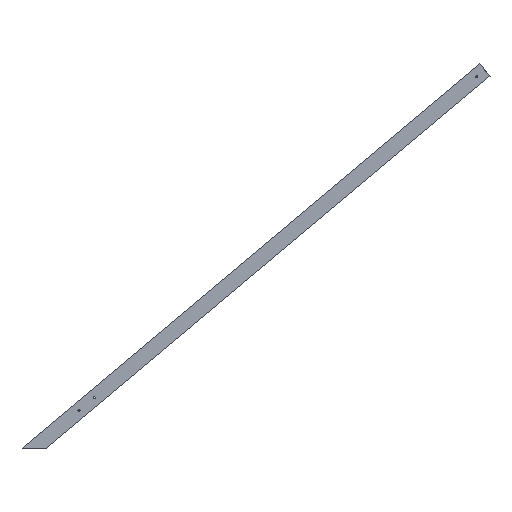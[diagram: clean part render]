
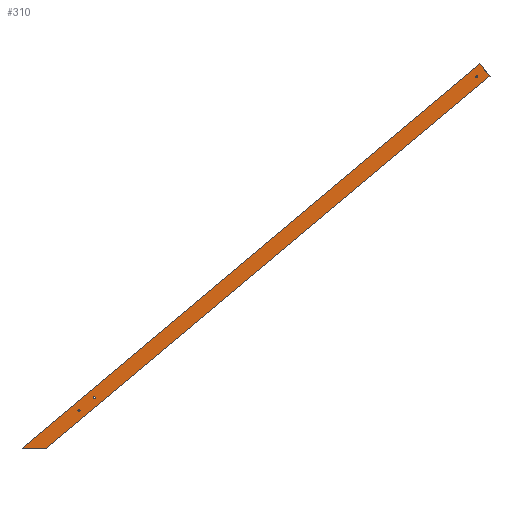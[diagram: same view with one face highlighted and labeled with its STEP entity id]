
A CAD part, front view. The second image highlights one B-rep face of the part: STEP entity #310.
In plain terms, the highlighted planar face has unit normal (0, -1, 0).
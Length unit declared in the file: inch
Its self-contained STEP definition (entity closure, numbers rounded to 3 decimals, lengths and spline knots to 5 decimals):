
#15=LINE('',#479,#39);
#23=LINE('',#496,#47);
#31=LINE('',#511,#55);
#33=LINE('',#514,#57);
#39=VECTOR('',#403,39.37008);
#47=VECTOR('',#413,39.37008);
#55=VECTOR('',#423,39.37008);
#57=VECTOR('',#427,39.37008);
#68=PLANE('',#358);
#84=FACE_BOUND('',#132,.T.);
#85=FACE_BOUND('',#133,.T.);
#86=FACE_BOUND('',#134,.T.);
#104=FACE_OUTER_BOUND('',#131,.T.);
#131=EDGE_LOOP('',(#264,#265,#266,#267));
#132=EDGE_LOOP('',(#268));
#133=EDGE_LOOP('',(#269));
#134=EDGE_LOOP('',(#270));
#148=CIRCLE('',#340,0.133);
#152=CIRCLE('',#346,0.133);
#155=CIRCLE('',#351,0.1325);
#160=VERTEX_POINT('',#454);
#164=VERTEX_POINT('',#464);
#167=VERTEX_POINT('',#472);
#169=VERTEX_POINT('',#477);
#170=VERTEX_POINT('',#478);
#177=VERTEX_POINT('',#494);
#178=VERTEX_POINT('',#495);
#188=EDGE_CURVE('',#160,#160,#148,.T.);
#192=EDGE_CURVE('',#164,#164,#152,.T.);
#195=EDGE_CURVE('',#167,#167,#155,.T.);
#197=EDGE_CURVE('',#169,#170,#15,.T.);
#205=EDGE_CURVE('',#177,#178,#23,.T.);
#213=EDGE_CURVE('',#170,#177,#31,.T.);
#215=EDGE_CURVE('',#178,#169,#33,.T.);
#264=ORIENTED_EDGE('',*,*,#213,.T.);
#265=ORIENTED_EDGE('',*,*,#205,.T.);
#266=ORIENTED_EDGE('',*,*,#215,.T.);
#267=ORIENTED_EDGE('',*,*,#197,.T.);
#268=ORIENTED_EDGE('',*,*,#188,.F.);
#269=ORIENTED_EDGE('',*,*,#192,.F.);
#270=ORIENTED_EDGE('',*,*,#195,.T.);
#310=ADVANCED_FACE('',(#104,#84,#85,#86),#68,.T.);
#340=AXIS2_PLACEMENT_3D('',#455,#375,#376);
#346=AXIS2_PLACEMENT_3D('',#465,#387,#388);
#351=AXIS2_PLACEMENT_3D('',#473,#397,#398);
#358=AXIS2_PLACEMENT_3D('',#517,#431,#432);
#375=DIRECTION('center_axis',(0.,-1.,0.));
#376=DIRECTION('ref_axis',(0.,0.,-1.));
#387=DIRECTION('center_axis',(0.,-1.,0.));
#388=DIRECTION('ref_axis',(0.,0.,-1.));
#397=DIRECTION('center_axis',(0.,1.,0.));
#398=DIRECTION('ref_axis',(0.,0.,-1.));
#403=DIRECTION('',(-0.643,0.,0.766));
#413=DIRECTION('',(1.,0.,0.));
#423=DIRECTION('',(-0.766,0.,-0.643));
#427=DIRECTION('',(0.766,0.,0.643));
#431=DIRECTION('center_axis',(0.,-1.,0.));
#432=DIRECTION('ref_axis',(1.,0.,0.));
#454=CARTESIAN_POINT('',(5.54272,-8.5,5.56465));
#455=CARTESIAN_POINT('Origin',(5.54272,-8.5,5.69765));
#464=CARTESIAN_POINT('',(7.45783,-8.5,7.17162));
#465=CARTESIAN_POINT('Origin',(7.45783,-8.5,7.30462));
#472=CARTESIAN_POINT('',(55.48467,-8.5,47.73643));
#473=CARTESIAN_POINT('Origin',(55.48467,-8.5,47.60393));
#477=CARTESIAN_POINT('',(57.12746,-8.5,47.67698));
#478=CARTESIAN_POINT('',(55.84189,-8.5,49.20907));
#479=CARTESIAN_POINT('',(56.27809,-8.5,48.68923));
#494=CARTESIAN_POINT('',(-1.61145,-8.5,1.));
#495=CARTESIAN_POINT('',(1.5,-8.5,1.));
#496=CARTESIAN_POINT('',(-1.00437,-8.5,1.));
#511=CARTESIAN_POINT('',(10.94933,-8.5,11.53974));
#514=CARTESIAN_POINT('',(14.19638,-8.5,11.65353));
#517=CARTESIAN_POINT('Origin',(27.75801,-8.5,24.10454));
